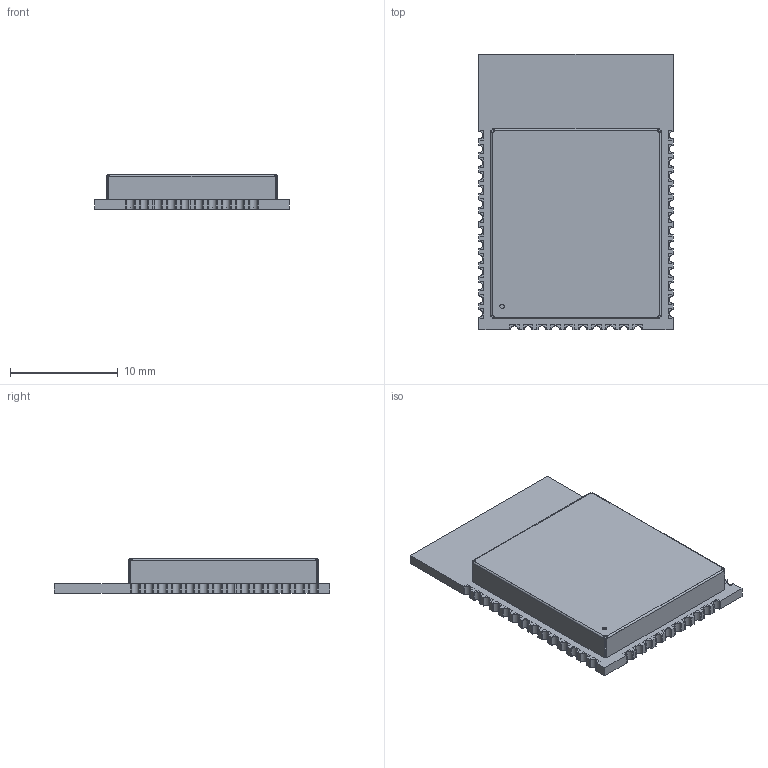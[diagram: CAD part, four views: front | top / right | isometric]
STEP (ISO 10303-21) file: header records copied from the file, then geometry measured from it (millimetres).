
FILE_DESCRIPTION(('FreeCAD Model'),'2;1');
FILE_NAME( 'ESP32-WROOM-32.step', '2020-04-17T13:02:07',('kicad StepUp'),('ksu MCAD'), 'Open CASCADE STEP processor 7.3','FreeCAD','Unknown');
FILE_SCHEMA(('AUTOMOTIVE_DESIGN { 1 0 10303 214 1 1 1 1 }'));
Length unit declared in the file: millimetre
Products named in the file (1): ESP32-WROOM-32
Bounding box: 18 x 25.5 x 3.2 mm (x, y, z)
Volume: 448.3 mm3; surface area: 2052.7 mm2
Topology: 41 solids, 41 shells, 737 faces, 1930 edges, 1276 vertices
Faces by surface type: plane 617, cylinder 104, bspline 16
Entity records: 27733 total; most frequent: CARTESIAN_POINT 4352, ORIENTED_EDGE 3860, DIRECTION 3494, EDGE_CURVE 1930, LINE 1666, VECTOR 1666, VERTEX_POINT 1276, AXIS2_PLACEMENT_3D 914
